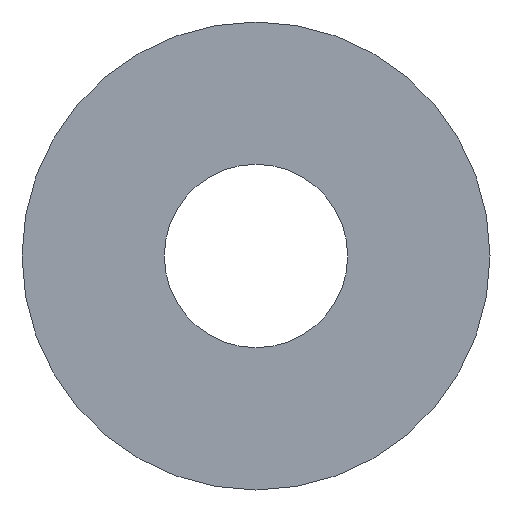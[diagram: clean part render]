
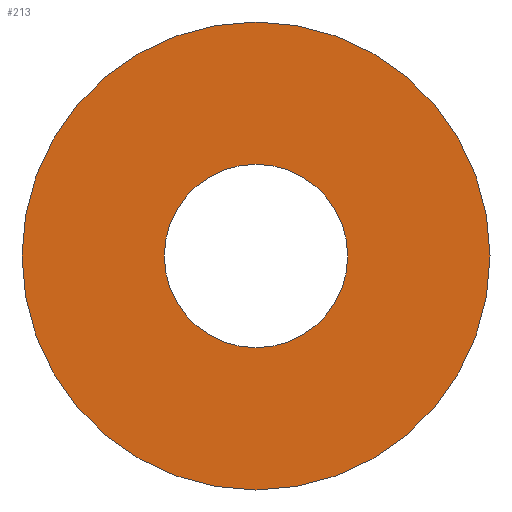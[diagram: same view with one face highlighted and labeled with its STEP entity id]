
A CAD part, left-side view. The second image highlights one B-rep face of the part: STEP entity #213.
In plain terms, the highlighted planar face has unit normal (-1, 0, 0).
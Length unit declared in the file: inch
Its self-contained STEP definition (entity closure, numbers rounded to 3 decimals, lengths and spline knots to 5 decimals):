
#5 = CARTESIAN_POINT ( 'NONE',  ( 0., 0., 0. ) ) ;
#25 = PLANE ( 'NONE',  #34 ) ;
#30 = EDGE_CURVE ( 'NONE', #137, #173, #248, .T. ) ;
#31 = ORIENTED_EDGE ( 'NONE', *, *, #222, .T. ) ;
#33 = CIRCLE ( 'NONE', #125, 0.0735 ) ;
#34 = AXIS2_PLACEMENT_3D ( 'NONE', #5, #199, #182 ) ;
#41 = AXIS2_PLACEMENT_3D ( 'NONE', #212, #81, #59 ) ;
#43 = CARTESIAN_POINT ( 'NONE',  ( 0., 0., -0.1875 ) ) ;
#44 = CIRCLE ( 'NONE', #156, 0.1875 ) ;
#49 = DIRECTION ( 'NONE',  ( 1., 0., 0. ) ) ;
#53 = FACE_BOUND ( 'NONE', #221, .T. ) ;
#59 = DIRECTION ( 'NONE',  ( 0., 0., -1. ) ) ;
#62 = EDGE_LOOP ( 'NONE', ( #228, #98 ) ) ;
#64 = CARTESIAN_POINT ( 'NONE',  ( 0., 0., 0. ) ) ;
#81 = DIRECTION ( 'NONE',  ( 1., 0., 0. ) ) ;
#82 = AXIS2_PLACEMENT_3D ( 'NONE', #167, #49, #219 ) ;
#97 = ORIENTED_EDGE ( 'NONE', *, *, #208, .T. ) ;
#98 = ORIENTED_EDGE ( 'NONE', *, *, #214, .F. ) ;
#100 = CARTESIAN_POINT ( 'NONE',  ( 0., 0., 0.1875 ) ) ;
#105 = DIRECTION ( 'NONE',  ( 1., 0., 0. ) ) ;
#125 = AXIS2_PLACEMENT_3D ( 'NONE', #64, #165, #216 ) ;
#137 = VERTEX_POINT ( 'NONE', #100 ) ;
#140 = FACE_OUTER_BOUND ( 'NONE', #62, .T. ) ;
#145 = DIRECTION ( 'NONE',  ( 0., 0., -1. ) ) ;
#152 = CIRCLE ( 'NONE', #82, 0.0735 ) ;
#156 = AXIS2_PLACEMENT_3D ( 'NONE', #184, #105, #145 ) ;
#165 = DIRECTION ( 'NONE',  ( 1., 0., 0. ) ) ;
#167 = CARTESIAN_POINT ( 'NONE',  ( 0., 0., 0. ) ) ;
#173 = VERTEX_POINT ( 'NONE', #43 ) ;
#181 = VERTEX_POINT ( 'NONE', #215 ) ;
#182 = DIRECTION ( 'NONE',  ( 0., 0., -1. ) ) ;
#184 = CARTESIAN_POINT ( 'NONE',  ( 0., 0., 0. ) ) ;
#185 = VERTEX_POINT ( 'NONE', #252 ) ;
#199 = DIRECTION ( 'NONE',  ( 1., 0., 0. ) ) ;
#208 = EDGE_CURVE ( 'NONE', #185, #181, #152, .T. ) ;
#212 = CARTESIAN_POINT ( 'NONE',  ( 0., 0., 0. ) ) ;
#213 = ADVANCED_FACE ( 'NONE', ( #140, #53 ), #25, .F. ) ;
#214 = EDGE_CURVE ( 'NONE', #173, #137, #44, .T. ) ;
#215 = CARTESIAN_POINT ( 'NONE',  ( 0., 0., -0.0735 ) ) ;
#216 = DIRECTION ( 'NONE',  ( 0., 0., -1. ) ) ;
#219 = DIRECTION ( 'NONE',  ( 0., 0., -1. ) ) ;
#221 = EDGE_LOOP ( 'NONE', ( #97, #31 ) ) ;
#222 = EDGE_CURVE ( 'NONE', #181, #185, #33, .T. ) ;
#228 = ORIENTED_EDGE ( 'NONE', *, *, #30, .F. ) ;
#248 = CIRCLE ( 'NONE', #41, 0.1875 ) ;
#252 = CARTESIAN_POINT ( 'NONE',  ( 0., 0., 0.0735 ) ) ;
